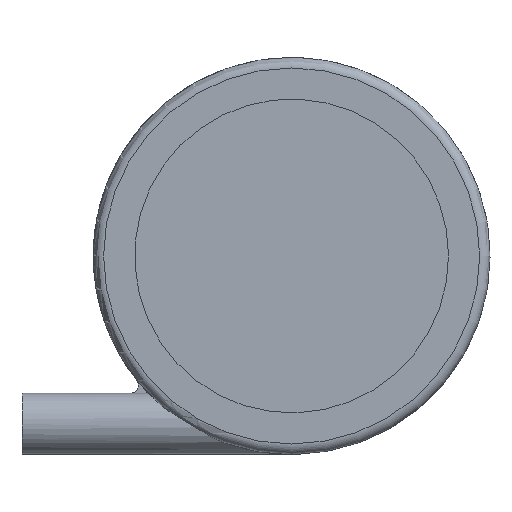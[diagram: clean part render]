
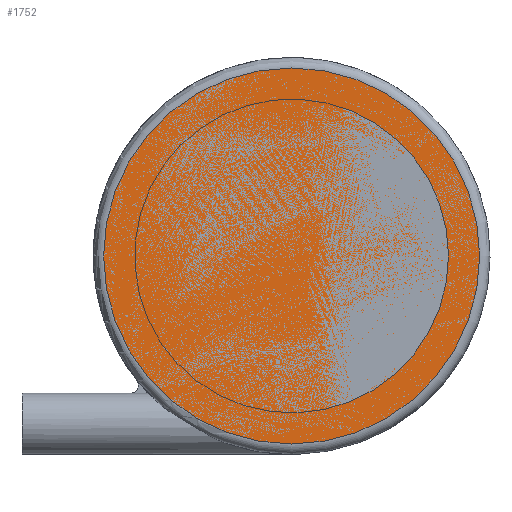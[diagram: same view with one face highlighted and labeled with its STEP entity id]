
A CAD part, front view. The second image highlights one B-rep face of the part: STEP entity #1752.
In plain terms, the highlighted face is planar.
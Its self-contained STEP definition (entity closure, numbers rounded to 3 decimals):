
#277=PLANE('',#1879);
#426=FACE_OUTER_BOUND('',#539,.T.);
#539=EDGE_LOOP('',(#1249));
#662=CIRCLE('',#1877,45.33);
#795=VERTEX_POINT('',#2972);
#971=EDGE_CURVE('',#795,#795,#662,.T.);
#1249=ORIENTED_EDGE('',*,*,#971,.F.);
#1752=ADVANCED_FACE('',(#426),#277,.T.);
#1877=AXIS2_PLACEMENT_3D('',#2973,#2143,#2144);
#1879=AXIS2_PLACEMENT_3D('',#2997,#2147,#2148);
#2143=DIRECTION('center_axis',(0.,0.,-1.));
#2144=DIRECTION('ref_axis',(-1.,0.,0.));
#2147=DIRECTION('center_axis',(0.,0.,1.));
#2148=DIRECTION('ref_axis',(1.,0.,0.));
#2972=CARTESIAN_POINT('',(45.33,0.,0.));
#2973=CARTESIAN_POINT('Origin',(0.,0.,0.));
#2997=CARTESIAN_POINT('Origin',(0.,0.,0.));
